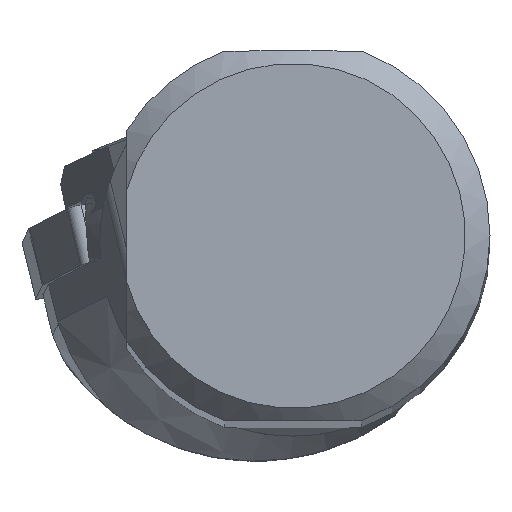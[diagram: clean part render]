
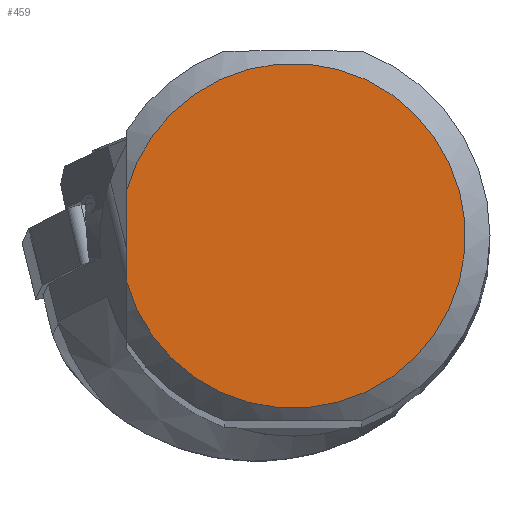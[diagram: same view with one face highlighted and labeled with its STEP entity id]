
A CAD part, top view. The second image highlights one B-rep face of the part: STEP entity #459.
In plain terms, the highlighted planar face has unit normal (0, 0, 1).
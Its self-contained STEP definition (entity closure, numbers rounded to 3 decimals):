
#143=PLANE('',#1771);
#220=LINE('',#2597,#348);
#348=VECTOR('',#2012,1.);
#459=ADVANCED_FACE('',(#547),#143,.T.);
#547=FACE_OUTER_BOUND('',#625,.T.);
#625=EDGE_LOOP('',(#922,#923));
#700=CIRCLE('',#1767,13.989);
#922=ORIENTED_EDGE('',*,*,#1475,.T.);
#923=ORIENTED_EDGE('',*,*,#1451,.T.);
#1280=VERTEX_POINT('',#2596);
#1281=VERTEX_POINT('',#2598);
#1451=EDGE_CURVE('',#1281,#1280,#220,.T.);
#1475=EDGE_CURVE('',#1280,#1281,#700,.T.);
#1767=AXIS2_PLACEMENT_3D('',#2652,#2061,#2062);
#1771=AXIS2_PLACEMENT_3D('',#2663,#2069,#2070);
#2012=DIRECTION('',(0.,-1.,0.));
#2061=DIRECTION('',(0.,0.,1.));
#2062=DIRECTION('',(0.972,0.234,0.));
#2069=DIRECTION('',(0.,0.,1.));
#2070=DIRECTION('',(-0.972,-0.234,0.));
#2596=CARTESIAN_POINT('',(-13.5,-3.667,0.));
#2597=CARTESIAN_POINT('',(-13.5,25.,0.));
#2598=CARTESIAN_POINT('',(-13.5,3.667,0.));
#2652=CARTESIAN_POINT('',(0.,0.,
0.));
#2663=CARTESIAN_POINT('',(0.,0.,
0.));
